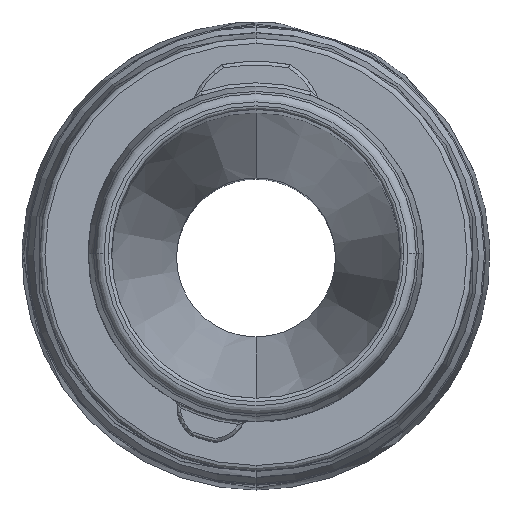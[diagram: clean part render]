
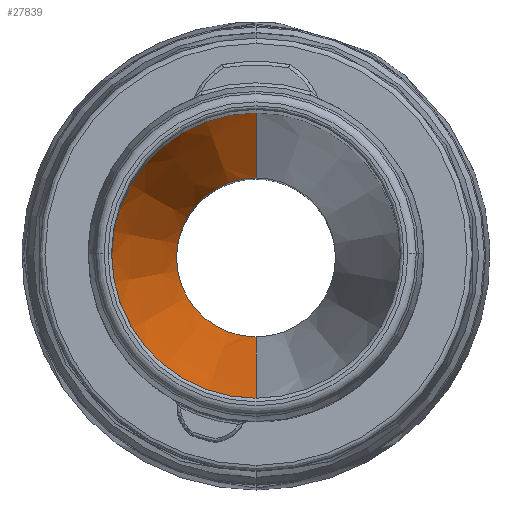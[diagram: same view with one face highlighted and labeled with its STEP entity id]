
A CAD part, top view. The second image highlights one B-rep face of the part: STEP entity #27839.
In plain terms, the highlighted conical face has half-angle 13.337 degrees and reference radius 6.338 mm.
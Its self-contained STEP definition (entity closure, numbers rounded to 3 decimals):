
#4101=DIRECTION('',(0.,0.231,0.973));
#4102=VECTOR('',#4101,15.935);
#4103=CARTESIAN_POINT('',(0.,4.5,-116.977));
#4104=LINE('',#4103,#4102);
#4105=CARTESIAN_POINT('',(0.,0.,-116.977));
#4106=DIRECTION('',(0.,0.,1.));
#4107=DIRECTION('',(0.,1.,0.));
#4108=AXIS2_PLACEMENT_3D('',#4105,#4106,#4107);
#4110=DIRECTION('',(0.,-0.231,0.973));
#4111=VECTOR('',#4110,15.935);
#4112=CARTESIAN_POINT('',(0.,-4.5,-116.977));
#4113=LINE('',#4112,#4111);
#4147=CARTESIAN_POINT('',(0.,0.,-101.472));
#4148=DIRECTION('',(0.,0.,1.));
#4149=DIRECTION('',(0.,1.,0.));
#4150=AXIS2_PLACEMENT_3D('',#4147,#4148,#4149);
#23007=CARTESIAN_POINT('',(0.,4.5,-116.977));
#23008=CARTESIAN_POINT('',(0.,8.176,-101.472));
#23009=VERTEX_POINT('',#23007);
#23010=VERTEX_POINT('',#23008);
#23011=CARTESIAN_POINT('',(0.,-4.5,-116.977));
#23012=CARTESIAN_POINT('',(0.,-8.176,-101.472));
#23013=VERTEX_POINT('',#23011);
#23014=VERTEX_POINT('',#23012);
#27825=CARTESIAN_POINT('',(0.,0.,-109.225));
#27826=DIRECTION('',(0.,0.,1.));
#27827=DIRECTION('',(0.,1.,0.));
#27828=AXIS2_PLACEMENT_3D('',#27825,#27826,#27827);
#27829=CONICAL_SURFACE('',#27828,6.338,13.337);
#27831=ORIENTED_EDGE('',*,*,#27830,.F.);
#27832=ORIENTED_EDGE('',*,*,#27819,.T.);
#27834=ORIENTED_EDGE('',*,*,#27833,.T.);
#27836=ORIENTED_EDGE('',*,*,#27835,.F.);
#27837=EDGE_LOOP('',(#27831,#27832,#27834,#27836));
#27838=FACE_OUTER_BOUND('',#27837,.F.);
#27839=ADVANCED_FACE('',(#27838),#27829,.F.);
#4109=CIRCLE('',#4108,4.5);
#4151=CIRCLE('',#4150,8.176);
#27819=EDGE_CURVE('',#23009,#23013,#4109,.T.);
#27830=EDGE_CURVE('',#23009,#23010,#4104,.T.);
#27833=EDGE_CURVE('',#23013,#23014,#4113,.T.);
#27835=EDGE_CURVE('',#23010,#23014,#4151,.T.);
